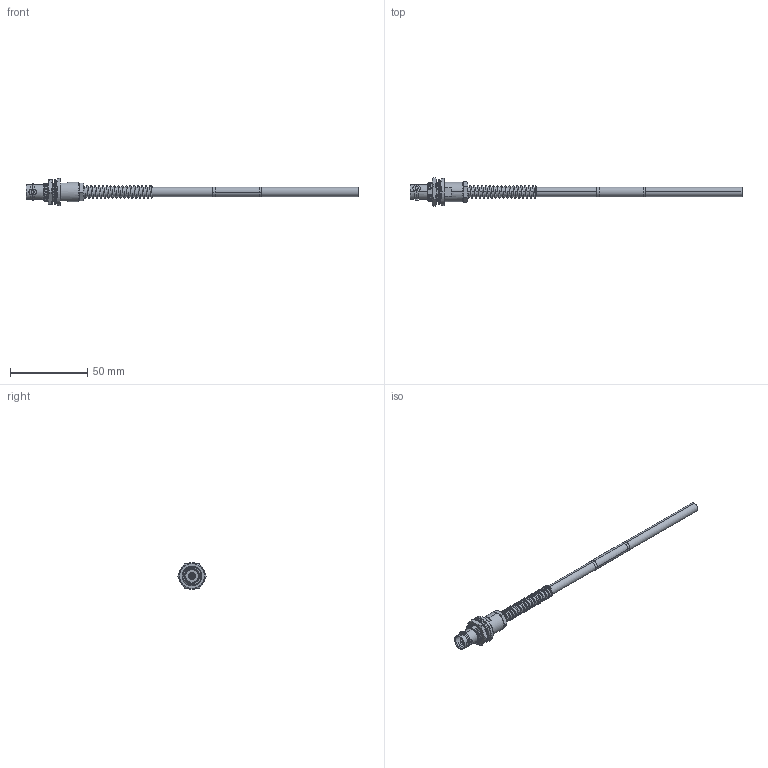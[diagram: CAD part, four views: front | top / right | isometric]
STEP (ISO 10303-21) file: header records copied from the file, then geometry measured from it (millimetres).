
FILE_DESCRIPTION (( 'STEP AP214' ), '1' );
FILE_NAME ('FM3MSA00561_3D.step', '2023-08-21T22:26:27', ( '' ), ( '' ), 'SwSTEP 2.0', 'SolidWorks 2022', '' );
FILE_SCHEMA (( 'AUTOMOTIVE_DESIGN' ));
Length unit declared in the file: inch
Products named in the file (10): Copy of 10-06577-XXX(S)^FM3MSA00561_WITH LARGE S.R.; Copy of 10-06577-XXX-MA4^Copy of 10-06577-XXX(S)_FM3MSA00561; Copy of 10-06577-XXX-MA7(S)^Copy of 10-06577-XXX(S)_FM3MSA00561_With Large Strain Relief; Copy of 30-02001^FM3MSA00561_7"; Copy of 1AW01-003^FM3MSA00561_.25" x .75" long; Copy of 10-06577-XXX-MA3^Copy of 10-06577-XXX(S)_FM3MSA00561; Copy of 10-06577-XXX-MA5^Copy of 10-06577-XXX(S)_FM3MSA00561; FM3MSA00561_3D; Copy of 10-06577-XXX-MA6^Copy of 10-06577-XXX(S)_FM3MSA00561; Copy of 10-06577-XXX-MA1^Copy of 10-06577-XXX(S)_FM3MSA00561
Assembly tree (9 placements, depth 3):
  FM3MSA00561_3D
    Copy of 30-02001^FM3MSA00561_7"
    Copy of 10-06577-XXX(S)^FM3MSA00561_WITH LARGE S.R.
      Copy of 10-06577-XXX-MA1^Copy of 10-06577-XXX(S)_FM3MSA00561
      Copy of 10-06577-XXX-MA5^Copy of 10-06577-XXX(S)_FM3MSA00561
      Copy of 10-06577-XXX-MA3^Copy of 10-06577-XXX(S)_FM3MSA00561
      Copy of 10-06577-XXX-MA4^Copy of 10-06577-XXX(S)_FM3MSA00561
      Copy of 10-06577-XXX-MA6^Copy of 10-06577-XXX(S)_FM3MSA00561
      Copy of 10-06577-XXX-MA7(S)^Copy of 10-06577-XXX(S)_FM3MSA00561_With Large Strain Relief
    Copy of 1AW01-003^FM3MSA00561_.25" x .75" long
Bounding box: 215.14 x 18.48 x 17.5 mm (x, y, z)
Volume: 8995.9 mm3; surface area: 10387.5 mm2
Topology: 8 solids, 9 shells, 344 faces, 877 edges, 564 vertices
Faces by surface type: cylinder 127, plane 102, cone 57, bspline 42, torus 16
Entity records: 33344 total; most frequent: CARTESIAN_POINT 24738, ORIENTED_EDGE 1750, DIRECTION 1526, EDGE_CURVE 875, AXIS2_PLACEMENT_3D 600, VERTEX_POINT 564, EDGE_LOOP 369, ADVANCED_FACE 344
